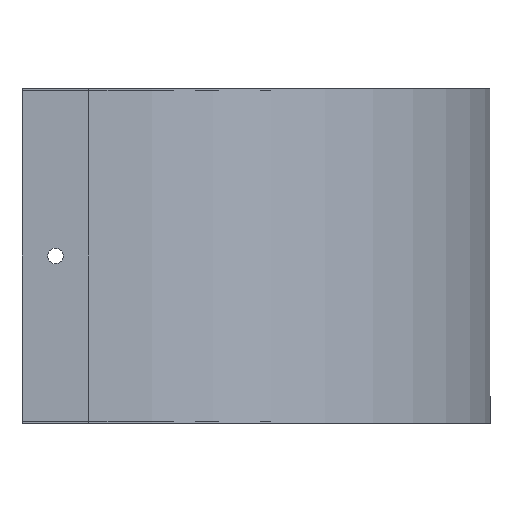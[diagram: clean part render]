
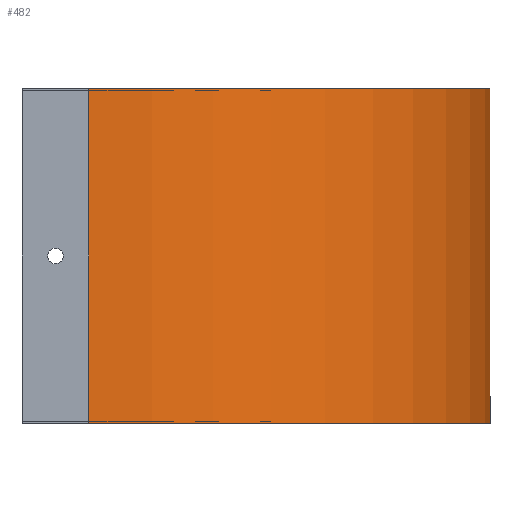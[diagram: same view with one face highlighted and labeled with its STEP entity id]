
A CAD part, front view. The second image highlights one B-rep face of the part: STEP entity #482.
In plain terms, the highlighted cylindrical face has radius 180 mm (diameter 360 mm), a partial arc.
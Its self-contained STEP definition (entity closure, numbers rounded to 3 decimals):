
#222 = CARTESIAN_POINT ( 'NONE',  ( 210., 100., 0.8 ) ) ;
#241 = ORIENTED_EDGE ( 'NONE', *, *, #1365, .T. ) ;
#243 = ORIENTED_EDGE ( 'NONE', *, *, #1366, .F. ) ;
#424 = DIRECTION ( 'NONE',  ( 0., 0., -1. ) ) ;
#428 = CARTESIAN_POINT ( 'NONE',  ( 30., -80., 0.8 ) ) ;
#482 = ADVANCED_FACE ( 'NONE', ( #844 ), #848, .T. ) ;
#538 = DIRECTION ( 'NONE',  ( -1., 0., 0. ) ) ;
#562 = CARTESIAN_POINT ( 'NONE',  ( 30., 100., 0.8 ) ) ;
#565 = DIRECTION ( 'NONE',  ( 0., 0., -1. ) ) ;
#615 = EDGE_CURVE ( 'NONE', #1513, #1504, #1271, .T. ) ;
#743 = EDGE_LOOP ( 'NONE', ( #241, #243, #1557, #1658 ) ) ;
#844 = FACE_OUTER_BOUND ( 'NONE', #743, .T. ) ;
#848 = CYLINDRICAL_SURFACE ( 'NONE', #1202, 180. ) ;
#1049 = CARTESIAN_POINT ( 'NONE',  ( 210., 100., -149.2 ) ) ;
#1069 = CARTESIAN_POINT ( 'NONE',  ( 30., -80., -149.2 ) ) ;
#1078 = CARTESIAN_POINT ( 'NONE',  ( 30., -80., 0.8 ) ) ;
#1156 = AXIS2_PLACEMENT_3D ( 'NONE', #1825, #1824, #1823 ) ;
#1157 = AXIS2_PLACEMENT_3D ( 'NONE', #1791, #1788, #1782 ) ;
#1202 = AXIS2_PLACEMENT_3D ( 'NONE', #562, #565, #538 ) ;
#1271 = LINE ( 'NONE', #428, #1274 ) ;
#1274 = VECTOR ( 'NONE', #424, 1000. ) ;
#1318 = CIRCLE ( 'NONE', #1157, 180. ) ;
#1324 = CIRCLE ( 'NONE', #1156, 180. ) ;
#1326 = LINE ( 'NONE', #1803, #1327 ) ;
#1327 = VECTOR ( 'NONE', #1829, 1000. ) ;
#1365 = EDGE_CURVE ( 'NONE', #1504, #1484, #1318, .T. ) ;
#1366 = EDGE_CURVE ( 'NONE', #1460, #1484, #1326, .T. ) ;
#1367 = EDGE_CURVE ( 'NONE', #1513, #1460, #1324, .T. ) ;
#1460 = VERTEX_POINT ( 'NONE', #222 ) ;
#1484 = VERTEX_POINT ( 'NONE', #1049 ) ;
#1504 = VERTEX_POINT ( 'NONE', #1069 ) ;
#1513 = VERTEX_POINT ( 'NONE', #1078 ) ;
#1557 = ORIENTED_EDGE ( 'NONE', *, *, #1367, .F. ) ;
#1658 = ORIENTED_EDGE ( 'NONE', *, *, #615, .T. ) ;
#1782 = DIRECTION ( 'NONE',  ( 1., 0., 0. ) ) ;
#1788 = DIRECTION ( 'NONE',  ( 0., 0., 1. ) ) ;
#1791 = CARTESIAN_POINT ( 'NONE',  ( 30., 100., -149.2 ) ) ;
#1803 = CARTESIAN_POINT ( 'NONE',  ( 210., 100., 0.8 ) ) ;
#1823 = DIRECTION ( 'NONE',  ( 1., 0., 0. ) ) ;
#1824 = DIRECTION ( 'NONE',  ( 0., 0., 1. ) ) ;
#1825 = CARTESIAN_POINT ( 'NONE',  ( 30., 100., 0.8 ) ) ;
#1829 = DIRECTION ( 'NONE',  ( 0., 0., -1. ) ) ;
